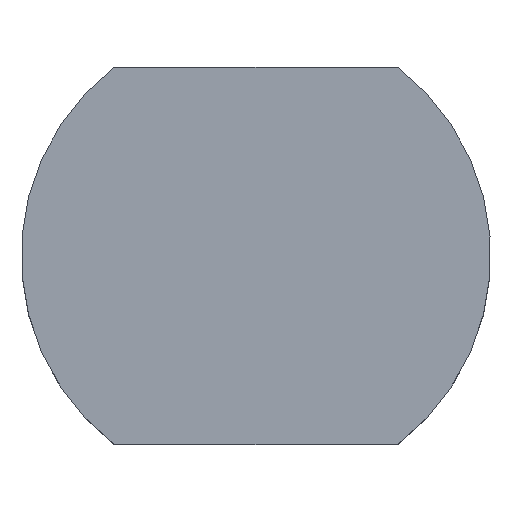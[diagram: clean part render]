
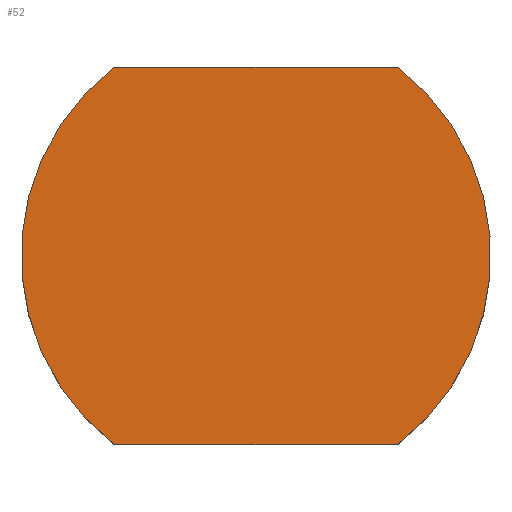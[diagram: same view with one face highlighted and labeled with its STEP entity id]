
A CAD part, top view. The second image highlights one B-rep face of the part: STEP entity #52.
In plain terms, the highlighted planar face has unit normal (0, 0, 1).
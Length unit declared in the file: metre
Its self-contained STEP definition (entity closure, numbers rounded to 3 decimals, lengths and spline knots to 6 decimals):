
#50 = EDGE_CURVE( '', #119, #120, #121, .T. );
#52 = ADVANCED_FACE( '', ( #123 ), #124, .T. );
#80 = EDGE_CURVE( '', #168, #169, #170, .T. );
#84 = EDGE_CURVE( '', #169, #119, #175, .T. );
#88 = EDGE_CURVE( '', #120, #168, #180, .T. );
#119 = VERTEX_POINT( '', #205 );
#120 = VERTEX_POINT( '', #206 );
#121 = LINE( '', #207, #208 );
#123 = FACE_OUTER_BOUND( '', #210, .T. );
#124 = PLANE( '', #211 );
#168 = VERTEX_POINT( '', #265 );
#169 = VERTEX_POINT( '', #266 );
#170 = LINE( '', #267, #268 );
#175 = CIRCLE( '', #274, 0.002134 );
#180 = CIRCLE( '', #281, 0.002134 );
#205 = CARTESIAN_POINT( '', ( -0.001262, -0.001696, 0.001526 ) );
#206 = CARTESIAN_POINT( '', ( 0.001278, -0.001696, 0.001526 ) );
#207 = CARTESIAN_POINT( '', ( -0.001262, -0.001696, 0.001526 ) );
#208 = VECTOR( '', #306, 1. );
#210 = EDGE_LOOP( '', ( #308, #309, #310, #311 ) );
#211 = AXIS2_PLACEMENT_3D( '', #312, #313, #314 );
#265 = CARTESIAN_POINT( '', ( 0.001278, 0.001704, 0.001526 ) );
#266 = CARTESIAN_POINT( '', ( -0.001262, 0.001704, 0.001526 ) );
#267 = CARTESIAN_POINT( '', ( -0.001262, 0.001704, 0.001526 ) );
#268 = VECTOR( '', #378, 1. );
#274 = AXIS2_PLACEMENT_3D( '', #387, #388, #389 );
#281 = AXIS2_PLACEMENT_3D( '', #393, #394, #395 );
#306 = DIRECTION( '', ( 1., 0., 0. ) );
#308 = ORIENTED_EDGE( '', *, *, #88, .T. );
#309 = ORIENTED_EDGE( '', *, *, #80, .T. );
#310 = ORIENTED_EDGE( '', *, *, #84, .T. );
#311 = ORIENTED_EDGE( '', *, *, #50, .T. );
#312 = CARTESIAN_POINT( '', ( -0.000012, 0.000004, 0.001526 ) );
#313 = DIRECTION( '', ( 0., 0., 1. ) );
#314 = DIRECTION( '', ( 1., 0., 0. ) );
#378 = DIRECTION( '', ( -1., 0., 0. ) );
#387 = CARTESIAN_POINT( '', ( 0.000028, 0.000004, 0.001526 ) );
#388 = DIRECTION( '', ( 0., 0., 1. ) );
#389 = DIRECTION( '', ( -1., 0., 0. ) );
#393 = CARTESIAN_POINT( '', ( -0.000012, 0.000004, 0.001526 ) );
#394 = DIRECTION( '', ( 0., 0., 1. ) );
#395 = DIRECTION( '', ( 1., 0., 0. ) );
